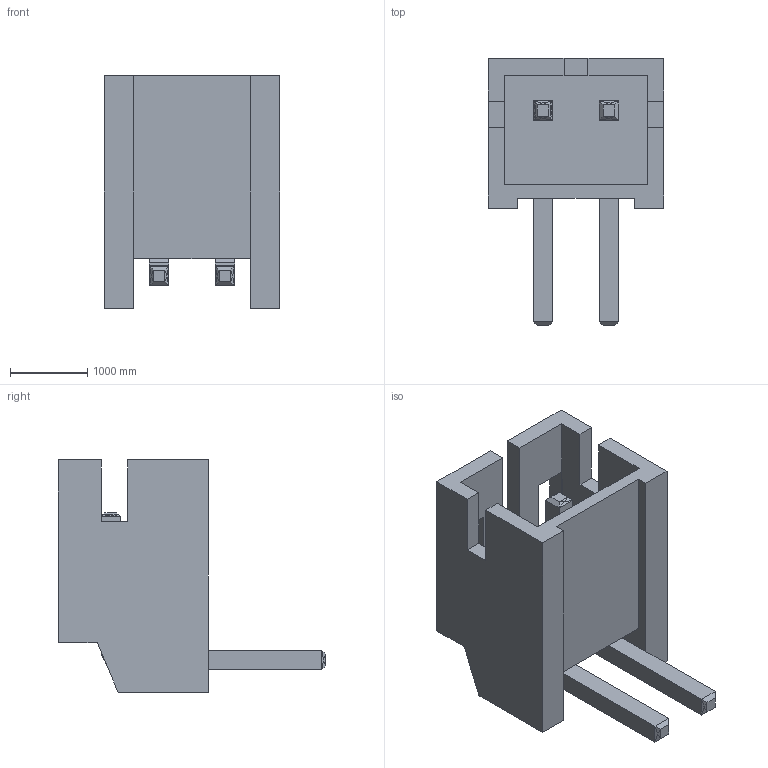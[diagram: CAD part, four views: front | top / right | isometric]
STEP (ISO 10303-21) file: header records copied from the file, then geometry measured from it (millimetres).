
FILE_DESCRIPTION (( 'STEP AP203' ), '1' );
FILE_NAME ('Part2.STEP', '2022-01-13T09:42:47', ( '' ), ( '' ), 'SwSTEP 2.0', 'SolidWorks 2016', '' );
FILE_SCHEMA (( 'CONFIG_CONTROL_DESIGN' ));
Length unit declared in the file: metre
Products named in the file (1): Part2
Bounding box: 2270 x 3449.99 x 2999.99 mm (x, y, z)
Volume: 5570228361.8 mm3; surface area: 52376149.6 mm2
Topology: 1 solids, 1 shells, 129 faces, 310 edges, 183 vertices
Faces by surface type: plane 129
Entity records: 3664 total; most frequent: CARTESIAN_POINT 632, ORIENTED_EDGE 620, DIRECTION 567, EDGE_CURVE 310, VECTOR 307, LINE 307, VERTEX_POINT 183, EDGE_LOOP 133
